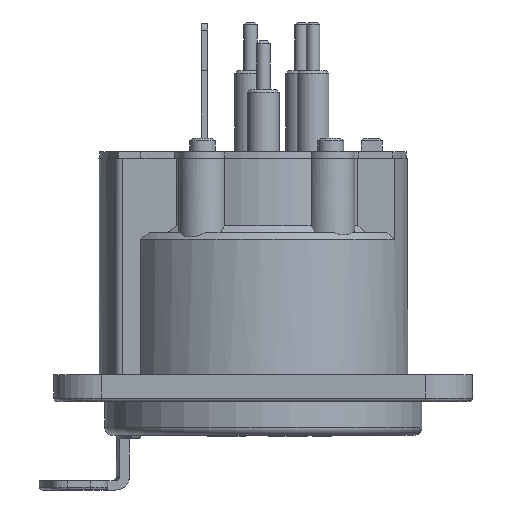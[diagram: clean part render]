
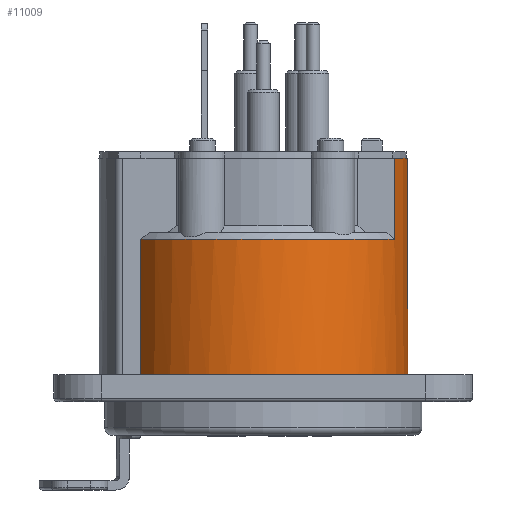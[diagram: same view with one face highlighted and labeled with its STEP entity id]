
A CAD part, front view. The second image highlights one B-rep face of the part: STEP entity #11009.
In plain terms, the highlighted cylindrical face has radius 10.7 mm (diameter 21.4 mm), a partial arc.
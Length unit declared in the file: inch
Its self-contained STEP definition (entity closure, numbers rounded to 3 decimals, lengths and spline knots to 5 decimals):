
#108=LINE('',#15377,#1115);
#114=LINE('',#15452,#1121);
#115=LINE('',#15456,#1122);
#116=LINE('',#15460,#1123);
#117=LINE('',#15464,#1124);
#118=LINE('',#15468,#1125);
#119=LINE('',#15472,#1126);
#120=LINE('',#15476,#1127);
#121=LINE('',#15479,#1128);
#122=LINE('',#15481,#1129);
#1115=VECTOR('',#12540,0.23622);
#1121=VECTOR('',#12588,0.44094);
#1122=VECTOR('',#12591,0.04724);
#1123=VECTOR('',#12594,0.04724);
#1124=VECTOR('',#12597,0.04724);
#1125=VECTOR('',#12600,0.04724);
#1126=VECTOR('',#12603,0.04724);
#1127=VECTOR('',#12606,0.04724);
#1128=VECTOR('',#12609,0.44094);
#1129=VECTOR('',#12610,0.23622);
#2101=CYLINDRICAL_SURFACE('',#11574,0.42126);
#2401=CIRCLE('',#11571,0.42126);
#2402=CIRCLE('',#11573,0.42126);
#2403=CIRCLE('',#11575,0.42126);
#2404=CIRCLE('',#11576,0.42126);
#2405=CIRCLE('',#11577,0.42126);
#2406=CIRCLE('',#11578,0.42126);
#2407=CIRCLE('',#11579,0.42126);
#2408=CIRCLE('',#11580,0.42126);
#2409=CIRCLE('',#11581,0.42126);
#2410=CIRCLE('',#11582,0.42126);
#2862=FACE_OUTER_BOUND('',#3297,.T.);
#3297=EDGE_LOOP('',(#7873,#7874,#7875,#7876,#7877,#7878,#7879,#7880,#7881,
#7882,#7883,#7884,#7885,#7886,#7887,#7888,#7889,#7890,#7891,#7892));
#4321=VERTEX_POINT('',#15372);
#4322=VERTEX_POINT('',#15376);
#4335=VERTEX_POINT('',#15435);
#4336=VERTEX_POINT('',#15441);
#4337=VERTEX_POINT('',#15445);
#4338=VERTEX_POINT('',#15451);
#4339=VERTEX_POINT('',#15453);
#4340=VERTEX_POINT('',#15455);
#4341=VERTEX_POINT('',#15457);
#4342=VERTEX_POINT('',#15459);
#4343=VERTEX_POINT('',#15461);
#4344=VERTEX_POINT('',#15463);
#4345=VERTEX_POINT('',#15465);
#4346=VERTEX_POINT('',#15467);
#4347=VERTEX_POINT('',#15469);
#4348=VERTEX_POINT('',#15471);
#4349=VERTEX_POINT('',#15473);
#4350=VERTEX_POINT('',#15475);
#4351=VERTEX_POINT('',#15477);
#4352=VERTEX_POINT('',#15480);
#5902=EDGE_CURVE('',#4322,#4321,#108,.T.);
#5923=EDGE_CURVE('',#4335,#4321,#2401,.T.);
#5925=EDGE_CURVE('',#4336,#4337,#2402,.T.);
#5927=EDGE_CURVE('',#4338,#4335,#114,.T.);
#5928=EDGE_CURVE('',#4339,#4338,#2403,.T.);
#5929=EDGE_CURVE('',#4340,#4339,#115,.T.);
#5930=EDGE_CURVE('',#4341,#4340,#2404,.T.);
#5931=EDGE_CURVE('',#4342,#4341,#116,.T.);
#5932=EDGE_CURVE('',#4343,#4342,#2405,.T.);
#5933=EDGE_CURVE('',#4344,#4343,#117,.T.);
#5934=EDGE_CURVE('',#4345,#4344,#2406,.T.);
#5935=EDGE_CURVE('',#4346,#4345,#118,.T.);
#5936=EDGE_CURVE('',#4347,#4346,#2407,.T.);
#5937=EDGE_CURVE('',#4348,#4347,#119,.T.);
#5938=EDGE_CURVE('',#4349,#4348,#2408,.T.);
#5939=EDGE_CURVE('',#4350,#4349,#120,.T.);
#5940=EDGE_CURVE('',#4351,#4350,#2409,.T.);
#5941=EDGE_CURVE('',#4337,#4351,#121,.T.);
#5942=EDGE_CURVE('',#4336,#4352,#122,.T.);
#5943=EDGE_CURVE('',#4352,#4322,#2410,.T.);
#7873=ORIENTED_EDGE('',*,*,#5923,.F.);
#7874=ORIENTED_EDGE('',*,*,#5927,.F.);
#7875=ORIENTED_EDGE('',*,*,#5928,.F.);
#7876=ORIENTED_EDGE('',*,*,#5929,.F.);
#7877=ORIENTED_EDGE('',*,*,#5930,.F.);
#7878=ORIENTED_EDGE('',*,*,#5931,.F.);
#7879=ORIENTED_EDGE('',*,*,#5932,.F.);
#7880=ORIENTED_EDGE('',*,*,#5933,.F.);
#7881=ORIENTED_EDGE('',*,*,#5934,.F.);
#7882=ORIENTED_EDGE('',*,*,#5935,.F.);
#7883=ORIENTED_EDGE('',*,*,#5936,.F.);
#7884=ORIENTED_EDGE('',*,*,#5937,.F.);
#7885=ORIENTED_EDGE('',*,*,#5938,.F.);
#7886=ORIENTED_EDGE('',*,*,#5939,.F.);
#7887=ORIENTED_EDGE('',*,*,#5940,.F.);
#7888=ORIENTED_EDGE('',*,*,#5941,.F.);
#7889=ORIENTED_EDGE('',*,*,#5925,.F.);
#7890=ORIENTED_EDGE('',*,*,#5942,.T.);
#7891=ORIENTED_EDGE('',*,*,#5943,.T.);
#7892=ORIENTED_EDGE('',*,*,#5902,.T.);
#11009=ADVANCED_FACE('',(#2862),#2101,.T.);
#11571=AXIS2_PLACEMENT_3D('',#15439,#12580,#12581);
#11573=AXIS2_PLACEMENT_3D('',#15446,#12584,#12585);
#11574=AXIS2_PLACEMENT_3D('',#15450,#12586,#12587);
#11575=AXIS2_PLACEMENT_3D('',#15454,#12589,#12590);
#11576=AXIS2_PLACEMENT_3D('',#15458,#12592,#12593);
#11577=AXIS2_PLACEMENT_3D('',#15462,#12595,#12596);
#11578=AXIS2_PLACEMENT_3D('',#15466,#12598,#12599);
#11579=AXIS2_PLACEMENT_3D('',#15470,#12601,#12602);
#11580=AXIS2_PLACEMENT_3D('',#15474,#12604,#12605);
#11581=AXIS2_PLACEMENT_3D('',#15478,#12607,#12608);
#11582=AXIS2_PLACEMENT_3D('',#15482,#12611,#12612);
#12540=DIRECTION('',(0.,0.,-1.));
#12580=DIRECTION('center_axis',(0.,0.,
1.));
#12581=DIRECTION('ref_axis',(-0.846,-0.533,0.));
#12584=DIRECTION('center_axis',(0.,0.,
1.));
#12585=DIRECTION('ref_axis',(0.846,0.533,0.));
#12586=DIRECTION('center_axis',(0.,0.,1.));
#12587=DIRECTION('ref_axis',(-0.846,-0.533,0.));
#12588=DIRECTION('',(0.,0.,1.));
#12589=DIRECTION('center_axis',(0.,0.,-1.));
#12590=DIRECTION('ref_axis',(0.846,-0.533,0.));
#12591=DIRECTION('',(0.,0.,-1.));
#12592=DIRECTION('center_axis',(0.,0.,-1.));
#12593=DIRECTION('ref_axis',(-0.846,-0.533,0.));
#12594=DIRECTION('',(0.,0.,1.));
#12595=DIRECTION('center_axis',(0.,0.,-1.));
#12596=DIRECTION('ref_axis',(0.846,-0.533,0.));
#12597=DIRECTION('',(0.,0.,-1.));
#12598=DIRECTION('center_axis',(0.,0.,-1.));
#12599=DIRECTION('ref_axis',(-0.846,-0.533,0.));
#12600=DIRECTION('',(0.,0.,1.));
#12601=DIRECTION('center_axis',(0.,0.,-1.));
#12602=DIRECTION('ref_axis',(0.846,-0.533,0.));
#12603=DIRECTION('',(0.,0.,-1.));
#12604=DIRECTION('center_axis',(0.,0.,-1.));
#12605=DIRECTION('ref_axis',(-0.846,-0.533,0.));
#12606=DIRECTION('',(0.,0.,1.));
#12607=DIRECTION('center_axis',(0.,0.,-1.));
#12608=DIRECTION('ref_axis',(0.846,-0.533,0.));
#12609=DIRECTION('',(0.,0.,-1.));
#12610=DIRECTION('',(0.,0.,1.));
#12611=DIRECTION('center_axis',(0.,0.,
-1.));
#12612=DIRECTION('ref_axis',(-0.846,-0.533,0.));
#15372=CARTESIAN_POINT('',(0.38219,-0.17717,0.57087));
#15376=CARTESIAN_POINT('',(0.38219,-0.17717,0.80709));
#15377=CARTESIAN_POINT('',(0.38219,-0.17717,0.17717));
#15435=CARTESIAN_POINT('',(-0.35651,-0.22441,0.57087));
#15439=CARTESIAN_POINT('Origin',(0.,0.,
0.57087));
#15441=CARTESIAN_POINT('',(0.38219,0.17717,0.57087));
#15445=CARTESIAN_POINT('',(-0.35651,0.22441,0.57087));
#15446=CARTESIAN_POINT('Origin',(0.,0.,
0.57087));
#15450=CARTESIAN_POINT('Origin',(0.,0.,
0.17717));
#15451=CARTESIAN_POINT('',(-0.35651,-0.22441,0.12992));
#15452=CARTESIAN_POINT('',(-0.35651,-0.22441,0.17717));
#15453=CARTESIAN_POINT('',(-0.03543,-0.41977,0.12992));
#15454=CARTESIAN_POINT('Origin',(0.,0.,
0.12992));
#15455=CARTESIAN_POINT('',(-0.03543,-0.41977,0.17717));
#15456=CARTESIAN_POINT('',(-0.03543,-0.41977,0.17717));
#15457=CARTESIAN_POINT('',(0.03543,-0.41977,0.17717));
#15458=CARTESIAN_POINT('Origin',(0.,0.,
0.17717));
#15459=CARTESIAN_POINT('',(0.03543,-0.41977,0.12992));
#15460=CARTESIAN_POINT('',(0.03543,-0.41977,0.17717));
#15461=CARTESIAN_POINT('',(0.41977,-0.03543,0.12992));
#15462=CARTESIAN_POINT('Origin',(0.,0.,
0.12992));
#15463=CARTESIAN_POINT('',(0.41977,-0.03543,0.17717));
#15464=CARTESIAN_POINT('',(0.41977,-0.03543,0.17717));
#15465=CARTESIAN_POINT('',(0.41977,0.03543,0.17717));
#15466=CARTESIAN_POINT('Origin',(0.,0.,
0.17717));
#15467=CARTESIAN_POINT('',(0.41977,0.03543,0.12992));
#15468=CARTESIAN_POINT('',(0.41977,0.03543,0.17717));
#15469=CARTESIAN_POINT('',(0.03543,0.41977,0.12992));
#15470=CARTESIAN_POINT('Origin',(0.,0.,
0.12992));
#15471=CARTESIAN_POINT('',(0.03543,0.41977,0.17717));
#15472=CARTESIAN_POINT('',(0.03543,0.41977,0.17717));
#15473=CARTESIAN_POINT('',(-0.03543,0.41977,0.17717));
#15474=CARTESIAN_POINT('Origin',(0.,0.,
0.17717));
#15475=CARTESIAN_POINT('',(-0.03543,0.41977,0.12992));
#15476=CARTESIAN_POINT('',(-0.03543,0.41977,0.17717));
#15477=CARTESIAN_POINT('',(-0.35651,0.22441,0.12992));
#15478=CARTESIAN_POINT('Origin',(0.,0.,
0.12992));
#15479=CARTESIAN_POINT('',(-0.35651,0.22441,0.17717));
#15480=CARTESIAN_POINT('',(0.38219,0.17717,0.80709));
#15481=CARTESIAN_POINT('',(0.38219,0.17717,0.17717));
#15482=CARTESIAN_POINT('Origin',(0.,0.,
0.80709));
